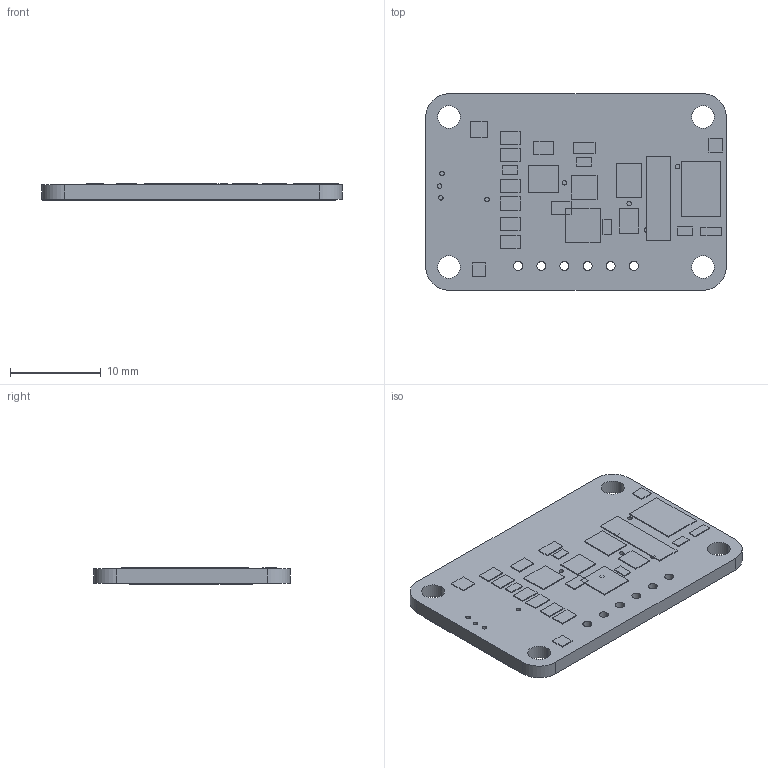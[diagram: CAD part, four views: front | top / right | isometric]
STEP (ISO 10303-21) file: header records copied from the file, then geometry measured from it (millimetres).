
FILE_DESCRIPTION (( 'STEP AP203' ), '1' );
FILE_NAME ('OLED.STEP', '2022-05-23T00:12:35', ( '' ), ( '' ), 'SwSTEP 2.0', 'SolidWorks 2020', '' );
FILE_SCHEMA (( 'CONFIG_CONTROL_DESIGN' ));
Length unit declared in the file: millimetre
Products named in the file (18): PCB Component.step; 10K_1.step; BSS138.step; OLED; 1N4148.step; STEMMAQT.step; UG-2832HSWEG02_WRAPUNDER.step; Board.step; GREEN.step; APX803.step; ADAFRUIT_3.5MM.step; PCBFEAT-REV-040.step; STEMMA_I2C_QT.step; 10uF.step; Adafruit OLED 128x32 Mono I2C STEMMA QT rev B.step; AP2112K-3.3.step; FIDUCIAL_1MM.step; 10K.step
Assembly tree (28 placements, depth 4):
  OLED
    Adafruit OLED 128x32 Mono I2C STEMMA QT rev B.step
      PCB Component.step
        Board.step
        10uF.step  x8
        AP2112K-3.3.step
        10K.step  x4
        10K_1.step
        BSS138.step
        STEMMA_I2C_QT.step
        FIDUCIAL_1MM.step  x2
        ADAFRUIT_3.5MM.step
        PCBFEAT-REV-040.step
        STEMMAQT.step
        GREEN.step
        UG-2832HSWEG02_WRAPUNDER.step
        1N4148.step
        APX803.step
Bounding box: 33.02 x 21.59 x 1.77 mm (x, y, z)
Volume: 1127.1 mm3; surface area: 2818.7 mm2
Topology: 26 solids, 26 shells, 200 faces, 444 edges, 296 vertices
Faces by surface type: plane 156, cylinder 44
Entity records: 6204 total; most frequent: DIRECTION 734, CARTESIAN_POINT 687, ORIENTED_EDGE 624, EDGE_CURVE 312, AXIS2_PLACEMENT_3D 255, LINE 224, VECTOR 224, VERTEX_POINT 208
